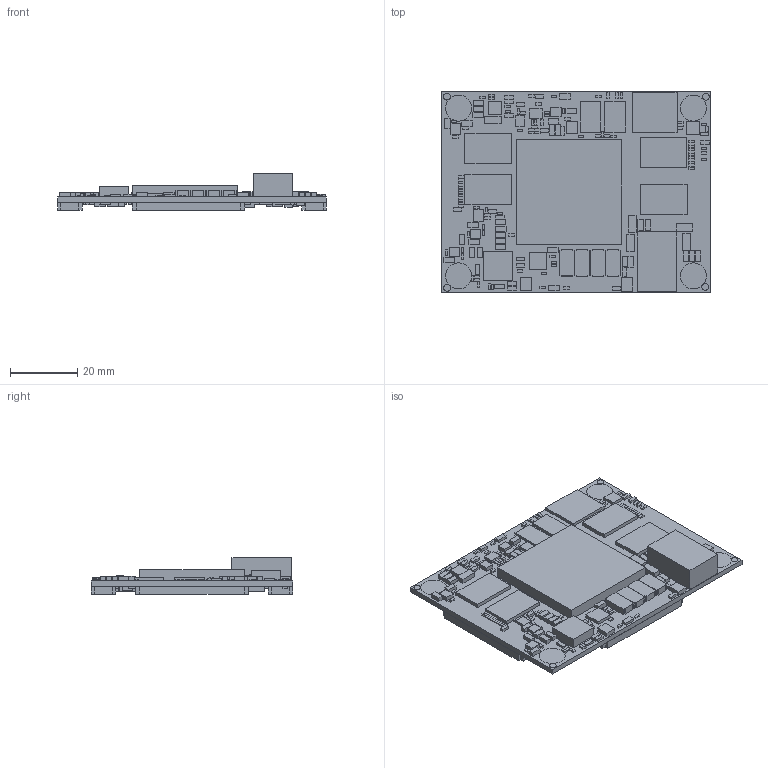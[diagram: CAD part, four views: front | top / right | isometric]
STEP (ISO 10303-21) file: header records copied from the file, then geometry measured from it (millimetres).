
FILE_DESCRIPTION(/* description */ ('PCB Design'),/* implementation_level */ '2;1');
FILE_NAME(/* name */ 'AC7Z100-step',/* time_stamp */ '2021-08-31T13:21:08+08:00',/* author */ ('ALINX-11'),/* organization */ (''),/* preprocessor_version */ 'ST-DEVELOPER v16',/* originating_system */ 'allegro_17.2S007',/* authorisation */ '');
FILE_SCHEMA (('AUTOMOTIVE_DESIGN { 1 0 10303 214 3 1 1 }'));
Length unit declared in the file: inch
Products named in the file (30): AC7Z100-STEP; BOARD_OUTLINE; COMPONENTS; QFN56_8X8X3; D7343; FFG900; MH_250H125; QFN20; MLP8; VFBGA; OSC3_2X2_5; TCM811TERCTR; RR0402; CC0402; R0603; L0603; LED_0805; USIL-8; R0402; C0603; C0805; C0402; C1206; QFN100_17X11; FBGA_96; AXK520137YG; FID_C40M80; OSC6-3225; SOT-23-5; TPS51200DRCR
Assembly tree (432 placements, depth 3):
  AC7Z100-STEP
    BOARD_OUTLINE
    COMPONENTS
      QFN56_8X8X3
      D7343  x4
      FFG900
      MH_250H125  x4
      QFN20
      MLP8  x2
      VFBGA
      OSC3_2X2_5
      TCM811TERCTR
      RR0402  x2
      CC0402  x45
      R0603  x4
      L0603  x6
      LED_0805  x2
      USIL-8  x4
      R0402  x136
      C0603  x55
      C0805  x39
      C0402  x75
      C1206  x22
      QFN100_17X11
      FBGA_96  x4
      AXK520137YG  x4
      FID_C40M80  x8
      OSC6-3225  x2
      SOT-23-5  x3
      TPS51200DRCR  x2
Bounding box: 80 x 60 x 10.9 mm (x, y, z)
Surface area: 23419.9 mm2 (no closed solid volume)
Topology: 0 solids, 431 shells, 2626 faces, 5723 edges, 3528 vertices
Faces by surface type: plane 2602, cylinder 24
Entity records: 8860 total; most frequent: DIRECTION 1375, AXIS2_PLACEMENT_3D 1052, CARTESIAN_POINT 747, ORIENTED_EDGE 744, PRODUCT_DEFINITION_SHAPE 462, ITEM_DEFINED_TRANSFORMATION 432, CONTEXT_DEPENDENT_SHAPE_REPRESENTATION 432, NEXT_ASSEMBLY_USAGE_OCCURRENCE 432
